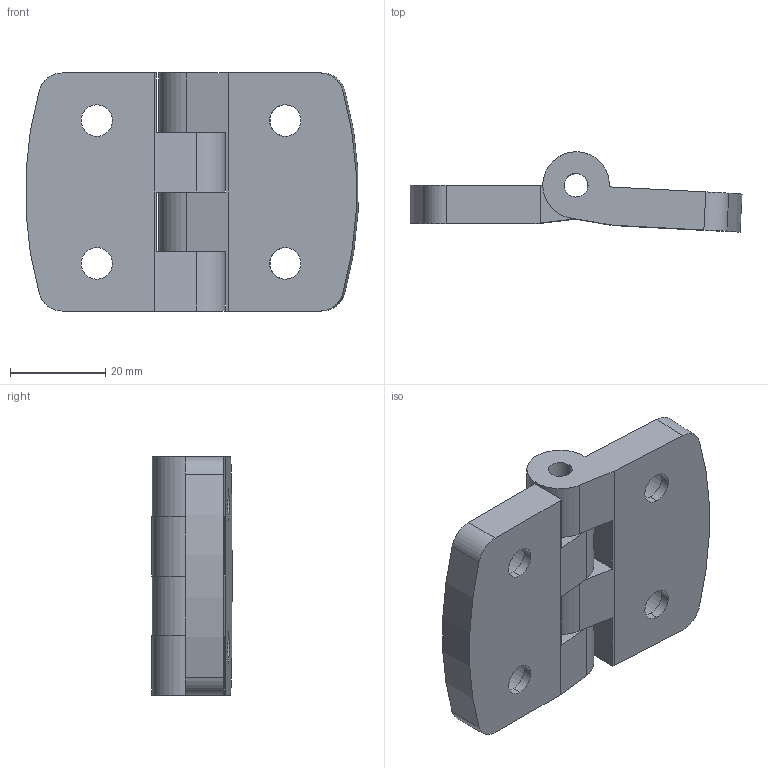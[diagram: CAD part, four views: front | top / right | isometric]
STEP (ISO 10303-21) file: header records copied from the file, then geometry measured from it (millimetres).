
FILE_DESCRIPTION (( 'STEP AP203' ), '1' );
FILE_NAME ('084.501.009.STEP', '2013-01-28T10:23:15', ( 'Alusic' ), ( 'Alusic' ), 'SwSTEP 2.0', 'SolidWorks 2011', '' );
FILE_SCHEMA (( 'CONFIG_CONTROL_DESIGN' ));
Length unit declared in the file: millimetre
Products named in the file (2): 084.501.009 ALETTA; 084.501.009
Assembly tree (2 placements, depth 2):
  084.501.009
    084.501.009 ALETTA  x2
Bounding box: 69.72 x 16.81 x 50 mm (x, y, z)
Volume: 25904.1 mm3; surface area: 11919.5 mm2
Topology: 2 solids, 2 shells, 58 faces, 150 edges, 100 vertices
Faces by surface type: cylinder 34, plane 24
Entity records: 1147 total; most frequent: DIRECTION 177, CARTESIAN_POINT 159, ORIENTED_EDGE 150, EDGE_CURVE 75, AXIS2_PLACEMENT_3D 68, VERTEX_POINT 50, VECTOR 41, LINE 41
